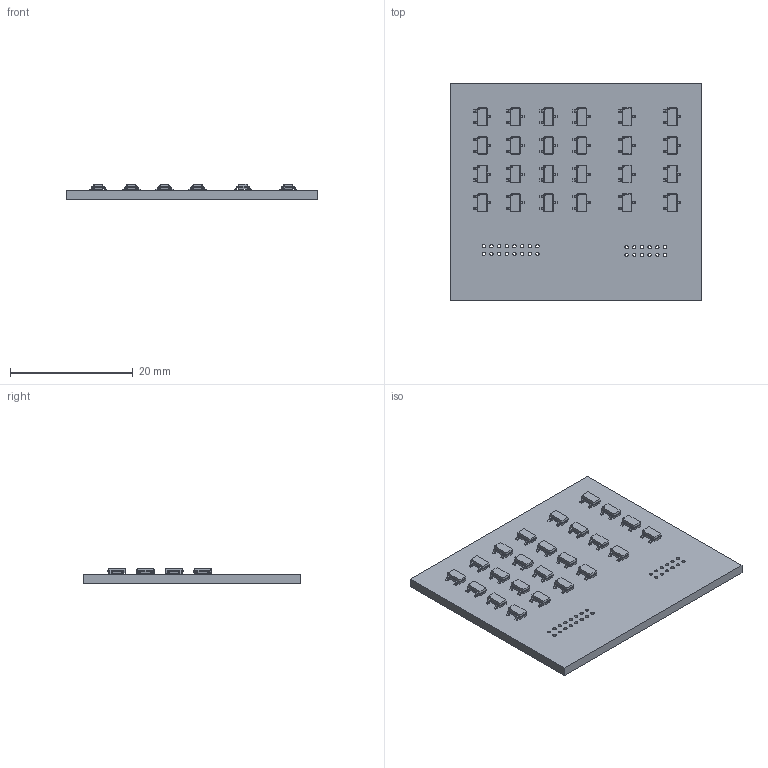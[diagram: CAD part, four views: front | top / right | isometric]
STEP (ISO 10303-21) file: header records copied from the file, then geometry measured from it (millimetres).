
FILE_DESCRIPTION(('KiCad electronic assembly'),'2;1');
FILE_NAME('flags.step','2026-01-12T15:17:46',('Pcbnew'),('Kicad'), 'Open CASCADE STEP processor 7.8','KiCad to STEP converter','Unknown' );
FILE_SCHEMA(('AUTOMOTIVE_DESIGN { 1 0 10303 214 1 1 1 1 }'));
Length unit declared in the file: millimetre
Products named in the file (3): flags 1; TSOT-23; flags_PCB
Assembly tree (25 placements, depth 2):
  flags 1
    TSOT-23  x24
    flags_PCB
Bounding box: 41 x 35.5 x 2.54 mm (x, y, z)
Volume: 2280 mm3; surface area: 3643.3 mm2
Topology: 25 solids, 25 shells, 1762 faces, 4608 edges, 2920 vertices
Faces by surface type: plane 1062, bspline 384, cylinder 316
Full cylindrical faces by diameter (mm): 0.55 x28
Entity records: 4274 total; most frequent: CARTESIAN_POINT 671, DIRECTION 573, ORIENTED_EDGE 568, EDGE_CURVE 284, AXIS2_PLACEMENT_3D 197, VERTEX_POINT 183, LINE 179, VECTOR 179
